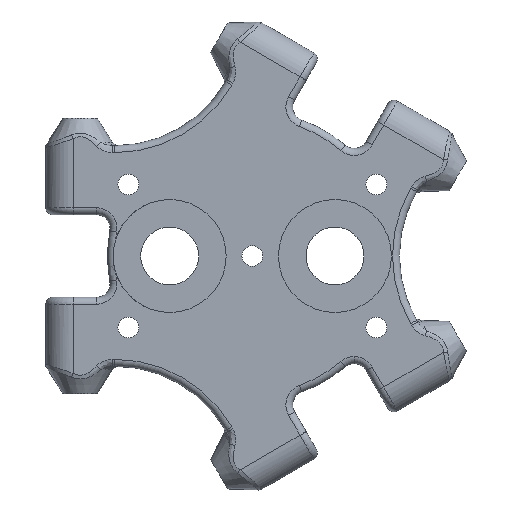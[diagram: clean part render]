
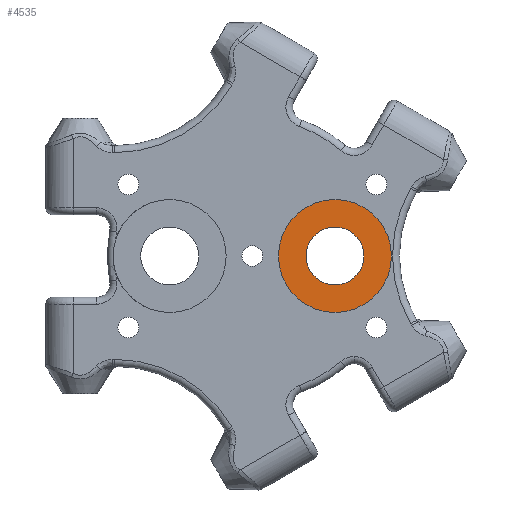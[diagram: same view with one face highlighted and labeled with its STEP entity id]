
A CAD part, front view. The second image highlights one B-rep face of the part: STEP entity #4535.
In plain terms, the highlighted planar face has unit normal (0, -1, 0).
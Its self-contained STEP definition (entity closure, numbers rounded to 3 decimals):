
#378 = CARTESIAN_POINT ( 'NONE',  ( 12., 0.1, -4.2 ) ) ;
#582 = AXIS2_PLACEMENT_3D ( 'NONE', #4485, #7746, #9411 ) ;
#1193 = VERTEX_POINT ( 'NONE', #378 ) ;
#1392 = VERTEX_POINT ( 'NONE', #8568 ) ;
#1471 = VERTEX_POINT ( 'NONE', #4702 ) ;
#1694 = FACE_OUTER_BOUND ( 'NONE', #9308, .T. ) ;
#1800 = CIRCLE ( 'NONE', #7615, 8.2 ) ;
#2112 = EDGE_LOOP ( 'NONE', ( #4413, #6333 ) ) ;
#2125 = DIRECTION ( 'NONE',  ( 0., -1., 0. ) ) ;
#2497 = AXIS2_PLACEMENT_3D ( 'NONE', #6810, #9105, #6774 ) ;
#2710 = CIRCLE ( 'NONE', #582, 8.2 ) ;
#2927 = EDGE_CURVE ( 'NONE', #8082, #1392, #2710, .T. ) ;
#3493 = AXIS2_PLACEMENT_3D ( 'NONE', #10107, #10208, #6222 ) ;
#3650 = PLANE ( 'NONE',  #8161 ) ;
#4402 = DIRECTION ( 'NONE',  ( 0., -1., 0. ) ) ;
#4413 = ORIENTED_EDGE ( 'NONE', *, *, #9787, .F. ) ;
#4416 = DIRECTION ( 'NONE',  ( 0., 0., -1. ) ) ;
#4485 = CARTESIAN_POINT ( 'NONE',  ( 12., 0.1, 0. ) ) ;
#4535 = ADVANCED_FACE ( 'NONE', ( #8322, #1694 ), #3650, .T. ) ;
#4702 = CARTESIAN_POINT ( 'NONE',  ( 12., 0.1, 4.2 ) ) ;
#6222 = DIRECTION ( 'NONE',  ( 0., 0., -1. ) ) ;
#6228 = EDGE_CURVE ( 'NONE', #1392, #8082, #1800, .T. ) ;
#6333 = ORIENTED_EDGE ( 'NONE', *, *, #8624, .F. ) ;
#6398 = CIRCLE ( 'NONE', #3493, 4.2 ) ;
#6774 = DIRECTION ( 'NONE',  ( 0., 0., -1. ) ) ;
#6810 = CARTESIAN_POINT ( 'NONE',  ( 12., 0.1, 0. ) ) ;
#7034 = ORIENTED_EDGE ( 'NONE', *, *, #2927, .T. ) ;
#7439 = CARTESIAN_POINT ( 'NONE',  ( 12., 0.1, -8.2 ) ) ;
#7615 = AXIS2_PLACEMENT_3D ( 'NONE', #9194, #4402, #9979 ) ;
#7746 = DIRECTION ( 'NONE',  ( 0., -1., 0. ) ) ;
#8082 = VERTEX_POINT ( 'NONE', #7439 ) ;
#8161 = AXIS2_PLACEMENT_3D ( 'NONE', #9210, #2125, #4416 ) ;
#8173 = CIRCLE ( 'NONE', #2497, 4.2 ) ;
#8322 = FACE_BOUND ( 'NONE', #2112, .T. ) ;
#8472 = ORIENTED_EDGE ( 'NONE', *, *, #6228, .T. ) ;
#8568 = CARTESIAN_POINT ( 'NONE',  ( 12., 0.1, 8.2 ) ) ;
#8624 = EDGE_CURVE ( 'NONE', #1193, #1471, #6398, .T. ) ;
#9105 = DIRECTION ( 'NONE',  ( 0., -1., 0. ) ) ;
#9194 = CARTESIAN_POINT ( 'NONE',  ( 12., 0.1, 0. ) ) ;
#9210 = CARTESIAN_POINT ( 'NONE',  ( 12., 0.1, 0. ) ) ;
#9308 = EDGE_LOOP ( 'NONE', ( #7034, #8472 ) ) ;
#9411 = DIRECTION ( 'NONE',  ( 0., 0., -1. ) ) ;
#9787 = EDGE_CURVE ( 'NONE', #1471, #1193, #8173, .T. ) ;
#9979 = DIRECTION ( 'NONE',  ( 0., 0., -1. ) ) ;
#10107 = CARTESIAN_POINT ( 'NONE',  ( 12., 0.1, 0. ) ) ;
#10208 = DIRECTION ( 'NONE',  ( 0., -1., 0. ) ) ;
